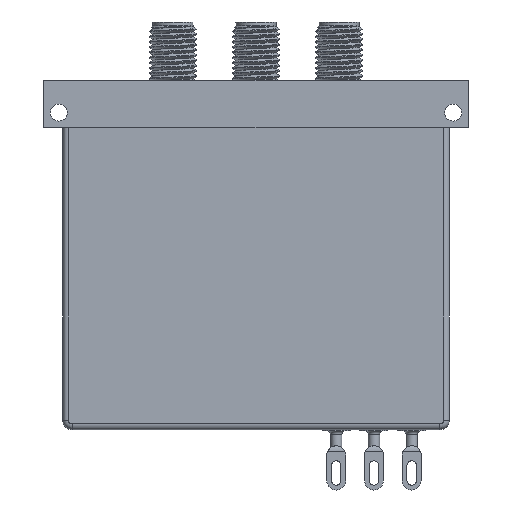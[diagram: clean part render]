
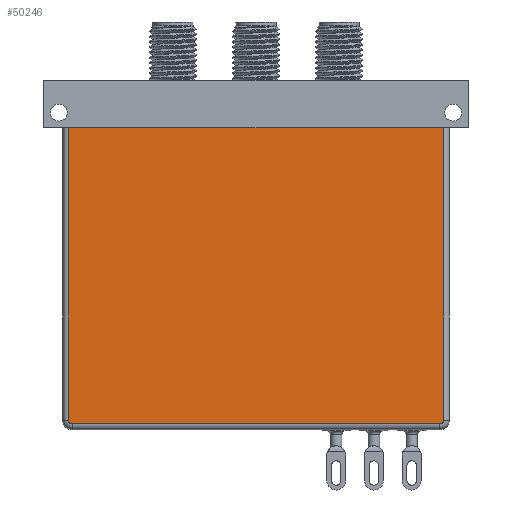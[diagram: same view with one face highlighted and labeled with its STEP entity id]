
A CAD part, front view. The second image highlights one B-rep face of the part: STEP entity #50246.
In plain terms, the highlighted planar face has unit normal (0, -1, 0).
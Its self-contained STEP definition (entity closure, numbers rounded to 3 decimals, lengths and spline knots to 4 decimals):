
#227 = EDGE_CURVE ( 'NONE', #34505, #32439, #20862, .T. ) ;
#376 = CARTESIAN_POINT ( 'NONE',  ( 0., -0.26, 0.675 ) ) ;
#1285 = CIRCLE ( 'NONE', #50944, 0.02 ) ;
#2389 = VECTOR ( 'NONE', #18536, 39.3701 ) ;
#2730 = VERTEX_POINT ( 'NONE', #43684 ) ;
#4761 = DIRECTION ( 'NONE',  ( -1., 0., 0. ) ) ;
#6198 = CARTESIAN_POINT ( 'NONE',  ( 0.975, -0.26, -0.895 ) ) ;
#7741 = ORIENTED_EDGE ( 'NONE', *, *, #27379, .T. ) ;
#8716 = CARTESIAN_POINT ( 'NONE',  ( 0., -0.26, 0. ) ) ;
#9887 = VECTOR ( 'NONE', #4761, 39.3701 ) ;
#10890 = VECTOR ( 'NONE', #11483, 39.3701 ) ;
#11483 = DIRECTION ( 'NONE',  ( 1., 0., 0. ) ) ;
#12228 = LINE ( 'NONE', #27135, #2389 ) ;
#15530 = VERTEX_POINT ( 'NONE', #24003 ) ;
#16939 = VERTEX_POINT ( 'NONE', #6198 ) ;
#18494 = CIRCLE ( 'NONE', #20746, 0.02 ) ;
#18536 = DIRECTION ( 'NONE',  ( 0., 0., -1. ) ) ;
#19510 = VERTEX_POINT ( 'NONE', #51976 ) ;
#20746 = AXIS2_PLACEMENT_3D ( 'NONE', #40868, #45082, #45439 ) ;
#20862 = LINE ( 'NONE', #38282, #30667 ) ;
#21331 = PLANE ( 'NONE',  #36625 ) ;
#21459 = CARTESIAN_POINT ( 'NONE',  ( -0.975, -0.26, -0.875 ) ) ;
#22031 = LINE ( 'NONE', #48840, #10890 ) ;
#22327 = LINE ( 'NONE', #376, #9887 ) ;
#24003 = CARTESIAN_POINT ( 'NONE',  ( -0.975, -0.26, -0.895 ) ) ;
#25519 = DIRECTION ( 'NONE',  ( 0., -1., 0. ) ) ;
#26051 = EDGE_LOOP ( 'NONE', ( #28437, #30219, #7741, #49566, #26355, #28387 ) ) ;
#26355 = ORIENTED_EDGE ( 'NONE', *, *, #30308, .T. ) ;
#27135 = CARTESIAN_POINT ( 'NONE',  ( -0.995, -0.26, -0.875 ) ) ;
#27379 = EDGE_CURVE ( 'NONE', #2730, #15530, #1285, .T. ) ;
#28387 = ORIENTED_EDGE ( 'NONE', *, *, #227, .T. ) ;
#28437 = ORIENTED_EDGE ( 'NONE', *, *, #52143, .T. ) ;
#30219 = ORIENTED_EDGE ( 'NONE', *, *, #36886, .T. ) ;
#30308 = EDGE_CURVE ( 'NONE', #16939, #34505, #18494, .T. ) ;
#30667 = VECTOR ( 'NONE', #41971, 39.3701 ) ;
#32074 = CARTESIAN_POINT ( 'NONE',  ( 0.995, -0.26, -0.875 ) ) ;
#32439 = VERTEX_POINT ( 'NONE', #38279 ) ;
#34505 = VERTEX_POINT ( 'NONE', #32074 ) ;
#36322 = EDGE_CURVE ( 'NONE', #15530, #16939, #22031, .T. ) ;
#36625 = AXIS2_PLACEMENT_3D ( 'NONE', #8716, #37984, #46087 ) ;
#36886 = EDGE_CURVE ( 'NONE', #19510, #2730, #12228, .T. ) ;
#37984 = DIRECTION ( 'NONE',  ( 0., -1., 0. ) ) ;
#38279 = CARTESIAN_POINT ( 'NONE',  ( 0.995, -0.26, 0.675 ) ) ;
#38282 = CARTESIAN_POINT ( 'NONE',  ( 0.995, -0.26, 0.675 ) ) ;
#38486 = DIRECTION ( 'NONE',  ( 0., 0., -1. ) ) ;
#40868 = CARTESIAN_POINT ( 'NONE',  ( 0.975, -0.26, -0.875 ) ) ;
#41971 = DIRECTION ( 'NONE',  ( 0., 0., 1. ) ) ;
#43684 = CARTESIAN_POINT ( 'NONE',  ( -0.995, -0.26, -0.875 ) ) ;
#44768 = FACE_OUTER_BOUND ( 'NONE', #26051, .T. ) ;
#45082 = DIRECTION ( 'NONE',  ( 0., -1., 0. ) ) ;
#45439 = DIRECTION ( 'NONE',  ( 0., 0., -1. ) ) ;
#46087 = DIRECTION ( 'NONE',  ( 0., 0., -1. ) ) ;
#48840 = CARTESIAN_POINT ( 'NONE',  ( 0.975, -0.26, -0.895 ) ) ;
#49566 = ORIENTED_EDGE ( 'NONE', *, *, #36322, .T. ) ;
#50246 = ADVANCED_FACE ( 'NONE', ( #44768 ), #21331, .T. ) ;
#50944 = AXIS2_PLACEMENT_3D ( 'NONE', #21459, #25519, #38486 ) ;
#51976 = CARTESIAN_POINT ( 'NONE',  ( -0.995, -0.26, 0.675 ) ) ;
#52143 = EDGE_CURVE ( 'NONE', #32439, #19510, #22327, .T. ) ;
